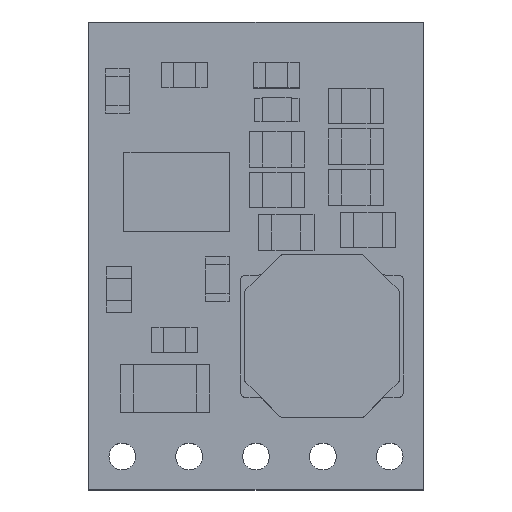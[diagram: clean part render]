
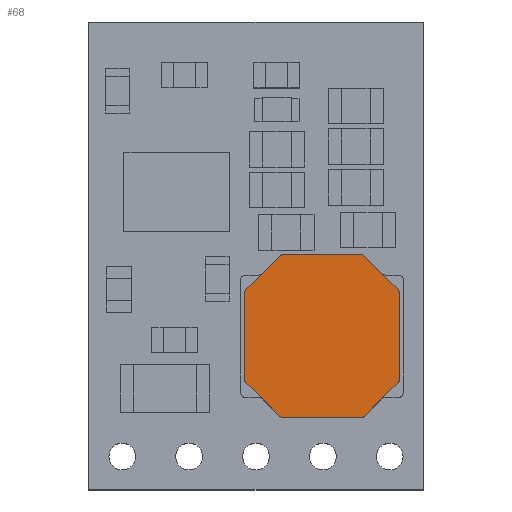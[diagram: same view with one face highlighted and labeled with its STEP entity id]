
A CAD part, top view. The second image highlights one B-rep face of the part: STEP entity #68.
In plain terms, the highlighted planar face has unit normal (0, 0, 1).
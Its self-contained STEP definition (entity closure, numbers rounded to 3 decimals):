
#68 = ADVANCED_FACE ( 'NONE', ( #14190 ), #31925, .T. ) ;
#202 = VERTEX_POINT ( 'NONE', #15263 ) ;
#430 = CARTESIAN_POINT ( 'NONE',  ( 6.108, 7.457, 3.816 ) ) ;
#533 = CARTESIAN_POINT ( 'NONE',  ( 5.967, 4.081, 3.816 ) ) ;
#623 = DIRECTION ( 'NONE',  ( 0.707, -0.707, 0. ) ) ;
#690 = DIRECTION ( 'NONE',  ( 0., 0., 1. ) ) ;
#985 = AXIS2_PLACEMENT_3D ( 'NONE', #23181, #26094, #22927 ) ;
#1226 = DIRECTION ( 'NONE',  ( 0., 1., 0. ) ) ;
#1310 = LINE ( 'NONE', #28235, #31403 ) ;
#1346 = CARTESIAN_POINT ( 'NONE',  ( 11.808, 7.457, 3.816 ) ) ;
#1449 = DIRECTION ( 'NONE',  ( 0., 0., 1. ) ) ;
#2424 = ORIENTED_EDGE ( 'NONE', *, *, #28262, .T. ) ;
#2426 = CARTESIAN_POINT ( 'NONE',  ( 10.467, 8.881, 3.816 ) ) ;
#2640 = EDGE_CURVE ( 'NONE', #36246, #35427, #10542, .T. ) ;
#2672 = ORIENTED_EDGE ( 'NONE', *, *, #37408, .T. ) ;
#2873 = CARTESIAN_POINT ( 'NONE',  ( 7.391, 8.94, 3.816 ) ) ;
#3199 = CARTESIAN_POINT ( 'NONE',  ( 5.908, 4.223, 3.816 ) ) ;
#3732 = CARTESIAN_POINT ( 'NONE',  ( 5.967, 7.599, 3.816 ) ) ;
#4059 = CARTESIAN_POINT ( 'NONE',  ( 7.391, 2.74, 3.816 ) ) ;
#4180 = CARTESIAN_POINT ( 'NONE',  ( 7.249, 2.799, 3.816 ) ) ;
#4974 = VERTEX_POINT ( 'NONE', #2873 ) ;
#5092 = ORIENTED_EDGE ( 'NONE', *, *, #34835, .T. ) ;
#5125 = CIRCLE ( 'NONE', #16483, 0.2 ) ;
#5150 = ORIENTED_EDGE ( 'NONE', *, *, #35382, .T. ) ;
#5566 = VECTOR ( 'NONE', #21533, 1000. ) ;
#6567 = DIRECTION ( 'NONE',  ( 0., 0., 1. ) ) ;
#6712 = DIRECTION ( 'NONE',  ( 0., 0., 1. ) ) ;
#6789 = ORIENTED_EDGE ( 'NONE', *, *, #15129, .T. ) ;
#6883 = EDGE_CURVE ( 'NONE', #35427, #4974, #29286, .T. ) ;
#6961 = DIRECTION ( 'NONE',  ( 0., 1., 0. ) ) ;
#7092 = DIRECTION ( 'NONE',  ( -0.707, -0.707, 0. ) ) ;
#7227 = CARTESIAN_POINT ( 'NONE',  ( 7.391, 8.74, 3.816 ) ) ;
#7627 = VERTEX_POINT ( 'NONE', #4059 ) ;
#7725 = DIRECTION ( 'NONE',  ( 0., 0., 1. ) ) ;
#7733 = CARTESIAN_POINT ( 'NONE',  ( 11.808, 4.223, 3.816 ) ) ;
#7889 = EDGE_CURVE ( 'NONE', #9558, #22930, #24494, .T. ) ;
#7980 = AXIS2_PLACEMENT_3D ( 'NONE', #35415, #6567, #14964 ) ;
#8351 = DIRECTION ( 'NONE',  ( -0.707, 0.707, 0. ) ) ;
#8402 = EDGE_CURVE ( 'NONE', #30742, #24154, #22606, .T. ) ;
#8457 = CARTESIAN_POINT ( 'NONE',  ( 6.108, 4.223, 3.816 ) ) ;
#9460 = CARTESIAN_POINT ( 'NONE',  ( 10.467, 2.799, 3.816 ) ) ;
#9558 = VERTEX_POINT ( 'NONE', #3732 ) ;
#9770 = EDGE_CURVE ( 'NONE', #22128, #9558, #30576, .T. ) ;
#9806 = CARTESIAN_POINT ( 'NONE',  ( 11.808, 4.223, 3.816 ) ) ;
#10217 = DIRECTION ( 'NONE',  ( 0., 0., 1. ) ) ;
#10542 = CIRCLE ( 'NONE', #14800, 0.2 ) ;
#11280 = DIRECTION ( 'NONE',  ( 0., 1., 0. ) ) ;
#11445 = ORIENTED_EDGE ( 'NONE', *, *, #6883, .T. ) ;
#11977 = ORIENTED_EDGE ( 'NONE', *, *, #34503, .T. ) ;
#12115 = VECTOR ( 'NONE', #31153, 1000. ) ;
#12146 = CARTESIAN_POINT ( 'NONE',  ( 7.249, 2.799, 3.816 ) ) ;
#12232 = VECTOR ( 'NONE', #15275, 1000. ) ;
#12327 = VECTOR ( 'NONE', #623, 1000. ) ;
#12346 = VERTEX_POINT ( 'NONE', #533 ) ;
#12356 = ORIENTED_EDGE ( 'NONE', *, *, #24068, .T. ) ;
#12840 = CARTESIAN_POINT ( 'NONE',  ( 5.908, 4.223, 3.816 ) ) ;
#13693 = LINE ( 'NONE', #2426, #35526 ) ;
#14190 = FACE_OUTER_BOUND ( 'NONE', #30038, .T. ) ;
#14800 = AXIS2_PLACEMENT_3D ( 'NONE', #24159, #6712, #6961 ) ;
#14964 = DIRECTION ( 'NONE',  ( 0., -1., 0. ) ) ;
#15129 = EDGE_CURVE ( 'NONE', #15655, #36246, #13693, .T. ) ;
#15263 = CARTESIAN_POINT ( 'NONE',  ( 11.749, 4.081, 3.816 ) ) ;
#15275 = DIRECTION ( 'NONE',  ( 0.707, 0.707, 0. ) ) ;
#15655 = VERTEX_POINT ( 'NONE', #25563 ) ;
#15992 = CARTESIAN_POINT ( 'NONE',  ( 7.249, 8.881, 3.816 ) ) ;
#16483 = AXIS2_PLACEMENT_3D ( 'NONE', #18451, #10217, #1226 ) ;
#18075 = CARTESIAN_POINT ( 'NONE',  ( 10.325, 8.94, 3.816 ) ) ;
#18451 = CARTESIAN_POINT ( 'NONE',  ( 11.608, 7.457, 3.816 ) ) ;
#19077 = CARTESIAN_POINT ( 'NONE',  ( 10.325, 2.94, 3.816 ) ) ;
#19768 = EDGE_CURVE ( 'NONE', #202, #30742, #23977, .T. ) ;
#20099 = VERTEX_POINT ( 'NONE', #12840 ) ;
#20393 = DIRECTION ( 'NONE',  ( 0., 0., 1. ) ) ;
#20498 = EDGE_CURVE ( 'NONE', #4974, #22128, #24172, .T. ) ;
#20950 = EDGE_CURVE ( 'NONE', #29993, #202, #30427, .T. ) ;
#21203 = AXIS2_PLACEMENT_3D ( 'NONE', #8457, #22840, #11280 ) ;
#21533 = DIRECTION ( 'NONE',  ( -1., 0., 0. ) ) ;
#21977 = CIRCLE ( 'NONE', #7980, 0.2 ) ;
#22128 = VERTEX_POINT ( 'NONE', #32306 ) ;
#22458 = CARTESIAN_POINT ( 'NONE',  ( 5.908, 7.457, 3.816 ) ) ;
#22606 = LINE ( 'NONE', #7733, #12115 ) ;
#22840 = DIRECTION ( 'NONE',  ( 0., 0., 1. ) ) ;
#22927 = DIRECTION ( 'NONE',  ( 0., 1., 0. ) ) ;
#22930 = VERTEX_POINT ( 'NONE', #22458 ) ;
#23146 = ORIENTED_EDGE ( 'NONE', *, *, #8402, .T. ) ;
#23181 = CARTESIAN_POINT ( 'NONE',  ( 11.608, 7.457, 3.816 ) ) ;
#23201 = DIRECTION ( 'NONE',  ( 0., -1., 0. ) ) ;
#23665 = VERTEX_POINT ( 'NONE', #4180 ) ;
#23681 = DIRECTION ( 'NONE',  ( 0., 1., 0. ) ) ;
#23807 = CARTESIAN_POINT ( 'NONE',  ( 10.325, 2.74, 3.816 ) ) ;
#23977 = CIRCLE ( 'NONE', #26809, 0.2 ) ;
#24068 = EDGE_CURVE ( 'NONE', #24154, #15655, #5125, .T. ) ;
#24154 = VERTEX_POINT ( 'NONE', #1346 ) ;
#24159 = CARTESIAN_POINT ( 'NONE',  ( 10.325, 8.74, 3.816 ) ) ;
#24172 = CIRCLE ( 'NONE', #30460, 0.2 ) ;
#24328 = ORIENTED_EDGE ( 'NONE', *, *, #9770, .T. ) ;
#24494 = CIRCLE ( 'NONE', #30466, 0.2 ) ;
#25563 = CARTESIAN_POINT ( 'NONE',  ( 11.749, 7.599, 3.816 ) ) ;
#25779 = EDGE_CURVE ( 'NONE', #22930, #20099, #34518, .T. ) ;
#26094 = DIRECTION ( 'NONE',  ( 0., 0., 1. ) ) ;
#26496 = CARTESIAN_POINT ( 'NONE',  ( 11.608, 4.223, 3.816 ) ) ;
#26767 = CARTESIAN_POINT ( 'NONE',  ( 10.467, 2.799, 3.816 ) ) ;
#26809 = AXIS2_PLACEMENT_3D ( 'NONE', #26496, #20393, #23201 ) ;
#26833 = VECTOR ( 'NONE', #29718, 1000. ) ;
#27288 = CARTESIAN_POINT ( 'NONE',  ( 10.325, 8.94, 3.816 ) ) ;
#28235 = CARTESIAN_POINT ( 'NONE',  ( 10.325, 2.74, 3.816 ) ) ;
#28262 = EDGE_CURVE ( 'NONE', #7627, #28896, #1310, .T. ) ;
#28710 = ORIENTED_EDGE ( 'NONE', *, *, #7889, .T. ) ;
#28896 = VERTEX_POINT ( 'NONE', #23807 ) ;
#29165 = AXIS2_PLACEMENT_3D ( 'NONE', #19077, #7725, #33686 ) ;
#29269 = ORIENTED_EDGE ( 'NONE', *, *, #19768, .T. ) ;
#29286 = LINE ( 'NONE', #18075, #5566 ) ;
#29523 = ORIENTED_EDGE ( 'NONE', *, *, #20498, .T. ) ;
#29656 = VECTOR ( 'NONE', #7092, 1000. ) ;
#29718 = DIRECTION ( 'NONE',  ( 0., -1., 0. ) ) ;
#29993 = VERTEX_POINT ( 'NONE', #26767 ) ;
#30038 = EDGE_LOOP ( 'NONE', ( #12356, #6789, #35483, #11445, #29523, #24328, #28710, #35659, #2672, #5150, #5092, #2424, #11977, #32515, #29269, #23146 ) ) ;
#30427 = LINE ( 'NONE', #9460, #12232 ) ;
#30460 = AXIS2_PLACEMENT_3D ( 'NONE', #7227, #1449, #33537 ) ;
#30466 = AXIS2_PLACEMENT_3D ( 'NONE', #430, #690, #23681 ) ;
#30576 = LINE ( 'NONE', #15992, #29656 ) ;
#30742 = VERTEX_POINT ( 'NONE', #9806 ) ;
#31153 = DIRECTION ( 'NONE',  ( 0., 1., 0. ) ) ;
#31403 = VECTOR ( 'NONE', #31516, 1000. ) ;
#31506 = CIRCLE ( 'NONE', #21203, 0.2 ) ;
#31516 = DIRECTION ( 'NONE',  ( 1., 0., 0. ) ) ;
#31925 = PLANE ( 'NONE',  #985 ) ;
#32306 = CARTESIAN_POINT ( 'NONE',  ( 7.249, 8.881, 3.816 ) ) ;
#32515 = ORIENTED_EDGE ( 'NONE', *, *, #20950, .T. ) ;
#33351 = CIRCLE ( 'NONE', #29165, 0.2 ) ;
#33537 = DIRECTION ( 'NONE',  ( 0., -1., 0. ) ) ;
#33686 = DIRECTION ( 'NONE',  ( 0., -1., 0. ) ) ;
#34131 = LINE ( 'NONE', #12146, #12327 ) ;
#34503 = EDGE_CURVE ( 'NONE', #28896, #29993, #33351, .T. ) ;
#34518 = LINE ( 'NONE', #3199, #26833 ) ;
#34835 = EDGE_CURVE ( 'NONE', #23665, #7627, #21977, .T. ) ;
#35112 = CARTESIAN_POINT ( 'NONE',  ( 10.467, 8.881, 3.816 ) ) ;
#35382 = EDGE_CURVE ( 'NONE', #12346, #23665, #34131, .T. ) ;
#35415 = CARTESIAN_POINT ( 'NONE',  ( 7.391, 2.94, 3.816 ) ) ;
#35427 = VERTEX_POINT ( 'NONE', #27288 ) ;
#35483 = ORIENTED_EDGE ( 'NONE', *, *, #2640, .T. ) ;
#35526 = VECTOR ( 'NONE', #8351, 1000. ) ;
#35659 = ORIENTED_EDGE ( 'NONE', *, *, #25779, .T. ) ;
#36246 = VERTEX_POINT ( 'NONE', #35112 ) ;
#37408 = EDGE_CURVE ( 'NONE', #20099, #12346, #31506, .T. ) ;
